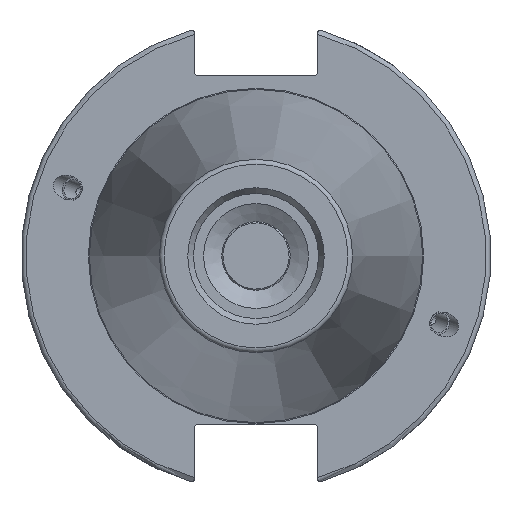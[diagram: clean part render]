
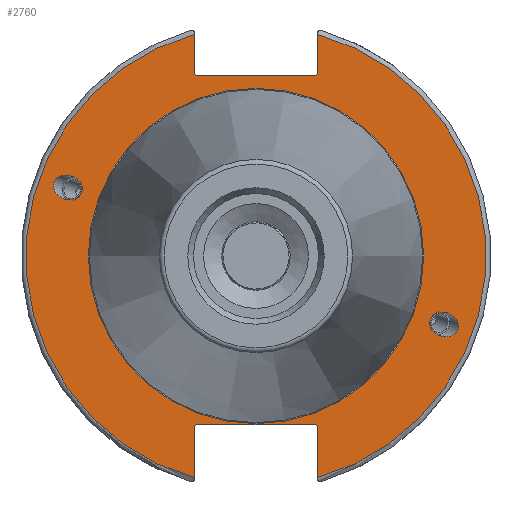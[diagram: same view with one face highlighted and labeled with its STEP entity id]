
A CAD part, left-side view. The second image highlights one B-rep face of the part: STEP entity #2760.
In plain terms, the highlighted planar face has unit normal (-1, 0, 0).
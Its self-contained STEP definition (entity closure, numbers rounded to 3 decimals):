
#477=ELLIPSE('',#3067,3.052,2.5);
#478=ELLIPSE('',#3101,3.052,2.5);
#587=FACE_BOUND('',#933,.T.);
#588=FACE_BOUND('',#934,.T.);
#589=FACE_BOUND('',#935,.T.);
#648=CIRCLE('',#3105,35.125);
#650=CIRCLE('',#3108,48.213);
#651=CIRCLE('',#3109,48.213);
#778=FACE_OUTER_BOUND('',#932,.T.);
#932=EDGE_LOOP('',(#2179,#2180,#2181,#2182,#2183,#2184,#2185,#2186,#2187,
#2188,#2189,#2190));
#933=EDGE_LOOP('',(#2191));
#934=EDGE_LOOP('',(#2192));
#935=EDGE_LOOP('',(#2193));
#1091=LINE('',#4796,#1257);
#1092=LINE('',#4798,#1258);
#1093=LINE('',#4800,#1259);
#1094=LINE('',#4802,#1260);
#1095=LINE('',#4804,#1261);
#1096=LINE('',#4808,#1262);
#1097=LINE('',#4810,#1263);
#1098=LINE('',#4812,#1264);
#1099=LINE('',#4814,#1265);
#1100=LINE('',#4815,#1266);
#1257=VECTOR('',#3588,10.);
#1258=VECTOR('',#3589,10.);
#1259=VECTOR('',#3590,10.);
#1260=VECTOR('',#3591,10.);
#1261=VECTOR('',#3592,10.);
#1262=VECTOR('',#3595,10.);
#1263=VECTOR('',#3596,10.);
#1264=VECTOR('',#3597,10.);
#1265=VECTOR('',#3598,10.);
#1266=VECTOR('',#3599,10.);
#1427=VERTEX_POINT('',#4521);
#1465=VERTEX_POINT('',#4780);
#1468=VERTEX_POINT('',#4787);
#1469=VERTEX_POINT('',#4792);
#1470=VERTEX_POINT('',#4793);
#1471=VERTEX_POINT('',#4795);
#1472=VERTEX_POINT('',#4797);
#1473=VERTEX_POINT('',#4799);
#1474=VERTEX_POINT('',#4801);
#1475=VERTEX_POINT('',#4803);
#1476=VERTEX_POINT('',#4805);
#1477=VERTEX_POINT('',#4807);
#1478=VERTEX_POINT('',#4809);
#1479=VERTEX_POINT('',#4811);
#1480=VERTEX_POINT('',#4813);
#1680=EDGE_CURVE('',#1427,#1427,#477,.T.);
#1731=EDGE_CURVE('',#1465,#1465,#478,.T.);
#1734=EDGE_CURVE('',#1468,#1468,#648,.T.);
#1736=EDGE_CURVE('',#1469,#1470,#650,.T.);
#1737=EDGE_CURVE('',#1469,#1471,#1091,.T.);
#1738=EDGE_CURVE('',#1472,#1471,#1092,.T.);
#1739=EDGE_CURVE('',#1472,#1473,#1093,.T.);
#1740=EDGE_CURVE('',#1474,#1473,#1094,.T.);
#1741=EDGE_CURVE('',#1474,#1475,#1095,.T.);
#1742=EDGE_CURVE('',#1476,#1475,#651,.T.);
#1743=EDGE_CURVE('',#1476,#1477,#1096,.T.);
#1744=EDGE_CURVE('',#1478,#1477,#1097,.T.);
#1745=EDGE_CURVE('',#1478,#1479,#1098,.T.);
#1746=EDGE_CURVE('',#1480,#1479,#1099,.T.);
#1747=EDGE_CURVE('',#1480,#1470,#1100,.T.);
#2179=ORIENTED_EDGE('',*,*,#1736,.F.);
#2180=ORIENTED_EDGE('',*,*,#1737,.T.);
#2181=ORIENTED_EDGE('',*,*,#1738,.F.);
#2182=ORIENTED_EDGE('',*,*,#1739,.T.);
#2183=ORIENTED_EDGE('',*,*,#1740,.F.);
#2184=ORIENTED_EDGE('',*,*,#1741,.T.);
#2185=ORIENTED_EDGE('',*,*,#1742,.F.);
#2186=ORIENTED_EDGE('',*,*,#1743,.T.);
#2187=ORIENTED_EDGE('',*,*,#1744,.F.);
#2188=ORIENTED_EDGE('',*,*,#1745,.T.);
#2189=ORIENTED_EDGE('',*,*,#1746,.F.);
#2190=ORIENTED_EDGE('',*,*,#1747,.T.);
#2191=ORIENTED_EDGE('',*,*,#1680,.T.);
#2192=ORIENTED_EDGE('',*,*,#1731,.T.);
#2193=ORIENTED_EDGE('',*,*,#1734,.F.);
#2658=PLANE('',#3107);
#2760=ADVANCED_FACE('',(#778,#587,#588,#589),#2658,.T.);
#3067=AXIS2_PLACEMENT_3D('',#4523,#3488,#3489);
#3101=AXIS2_PLACEMENT_3D('',#4782,#3572,#3573);
#3105=AXIS2_PLACEMENT_3D('',#4789,#3580,#3581);
#3107=AXIS2_PLACEMENT_3D('',#4791,#3584,#3585);
#3108=AXIS2_PLACEMENT_3D('',#4794,#3586,#3587);
#3109=AXIS2_PLACEMENT_3D('',#4806,#3593,#3594);
#3488=DIRECTION('center_axis',(1.,0.,0.));
#3489=DIRECTION('ref_axis',(0.,-0.94,-0.342));
#3572=DIRECTION('center_axis',(1.,0.,0.));
#3573=DIRECTION('ref_axis',(0.,0.94,0.342));
#3580=DIRECTION('center_axis',(-1.,0.,0.));
#3581=DIRECTION('ref_axis',(0.,-1.,0.));
#3584=DIRECTION('center_axis',(-1.,0.,0.));
#3585=DIRECTION('ref_axis',(0.,0.,1.));
#3586=DIRECTION('center_axis',(1.,0.,0.));
#3587=DIRECTION('ref_axis',(0.,-1.,0.));
#3588=DIRECTION('',(0.,0.,-1.));
#3589=DIRECTION('',(0.,-0.707,0.707));
#3590=DIRECTION('',(0.,1.,0.));
#3591=DIRECTION('',(0.,-0.707,-0.707));
#3592=DIRECTION('',(0.,0.,1.));
#3593=DIRECTION('center_axis',(1.,0.,0.));
#3594=DIRECTION('ref_axis',(0.,1.,0.));
#3595=DIRECTION('',(0.,0.,1.));
#3596=DIRECTION('',(0.,0.707,-0.707));
#3597=DIRECTION('',(0.,-1.,0.));
#3598=DIRECTION('',(0.,0.707,0.707));
#3599=DIRECTION('',(0.,0.,-1.));
#4521=CARTESIAN_POINT('',(3.175,-36.599,-13.321));
#4523=CARTESIAN_POINT('Origin',(3.175,-39.467,-14.365));
#4780=CARTESIAN_POINT('',(3.175,36.599,13.321));
#4782=CARTESIAN_POINT('Origin',(3.175,39.467,14.365));
#4787=CARTESIAN_POINT('',(3.175,0.,35.125));
#4789=CARTESIAN_POINT('Origin',(3.175,0.,0.));
#4791=CARTESIAN_POINT('Origin',(3.175,49.213,0.));
#4792=CARTESIAN_POINT('',(3.175,-12.95,46.441));
#4793=CARTESIAN_POINT('',(3.175,-12.95,-46.441));
#4794=CARTESIAN_POINT('Origin',(3.175,0.,0.));
#4795=CARTESIAN_POINT('',(3.175,-12.95,38.219));
#4796=CARTESIAN_POINT('',(3.175,-12.95,18.86));
#4797=CARTESIAN_POINT('',(3.175,-12.45,37.719));
#4798=CARTESIAN_POINT('',(3.175,12.27,12.999));
#4799=CARTESIAN_POINT('',(3.175,12.45,37.719));
#4800=CARTESIAN_POINT('',(3.175,24.606,37.719));
#4801=CARTESIAN_POINT('',(3.175,12.95,38.219));
#4802=CARTESIAN_POINT('',(3.175,12.336,37.605));
#4803=CARTESIAN_POINT('',(3.175,12.95,46.441));
#4804=CARTESIAN_POINT('',(3.175,12.95,18.86));
#4805=CARTESIAN_POINT('',(3.175,12.95,-46.441));
#4806=CARTESIAN_POINT('Origin',(3.175,0.,0.));
#4807=CARTESIAN_POINT('',(3.175,12.95,-35.806));
#4808=CARTESIAN_POINT('',(3.175,12.95,-17.653));
#4809=CARTESIAN_POINT('',(3.175,12.45,-35.306));
#4810=CARTESIAN_POINT('',(3.175,12.939,-35.795));
#4811=CARTESIAN_POINT('',(3.175,-12.45,-35.306));
#4812=CARTESIAN_POINT('',(3.175,24.606,-35.306));
#4813=CARTESIAN_POINT('',(3.175,-12.95,-35.806));
#4814=CARTESIAN_POINT('',(3.175,11.667,-11.189));
#4815=CARTESIAN_POINT('',(3.175,-12.95,-17.653));
